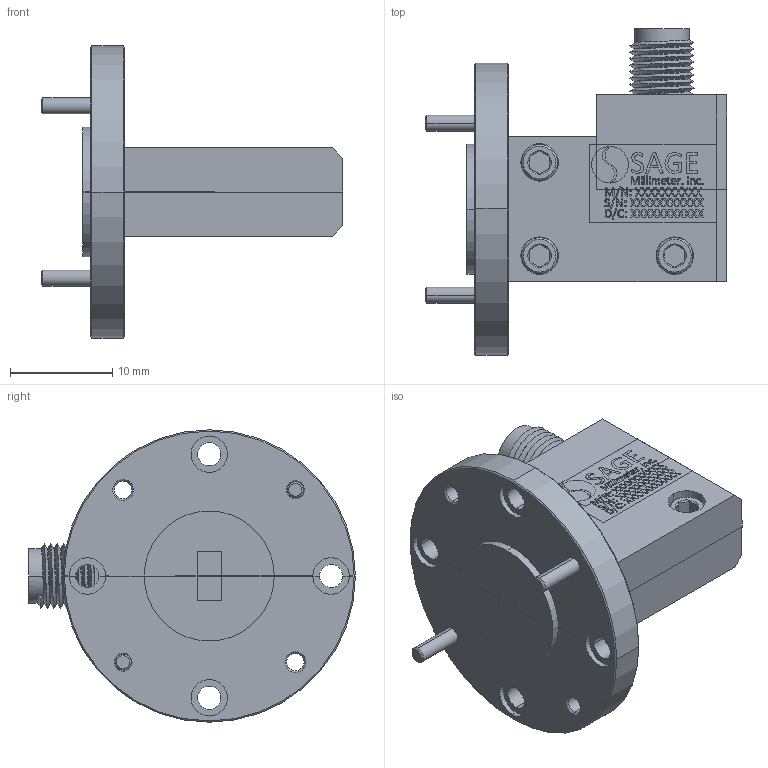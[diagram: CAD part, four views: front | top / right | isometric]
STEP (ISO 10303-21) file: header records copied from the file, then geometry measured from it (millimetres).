
FILE_DESCRIPTION (( 'STEP AP203' ), '1' );
FILE_NAME ('STH-19SF-S1.STEP', '2018-08-27T21:33:49', ( '' ), ( '' ), 'SwSTEP 2.0', 'SolidWorks 2016', '' );
FILE_SCHEMA (( 'CONFIG_CONTROL_DESIGN' ));
Products named in the file (1): STH-19SF-S1
Bounding box: 29.46 x 31.94 x 28.57 mm (x, y, z)
Volume: 5274.1 mm3; surface area: 4664.3 mm2
Topology: 9 solids, 9 shells, 1348 faces, 3656 edges, 2410 vertices
Faces by surface type: plane 543, bspline 527, cylinder 212, cone 66
Entity records: 65376 total; most frequent: CARTESIAN_POINT 35690, ORIENTED_EDGE 7300, DIRECTION 4149, EDGE_CURVE 3650, VERTEX_POINT 2410, VECTOR 2073, LINE 2073, EDGE_LOOP 1458
